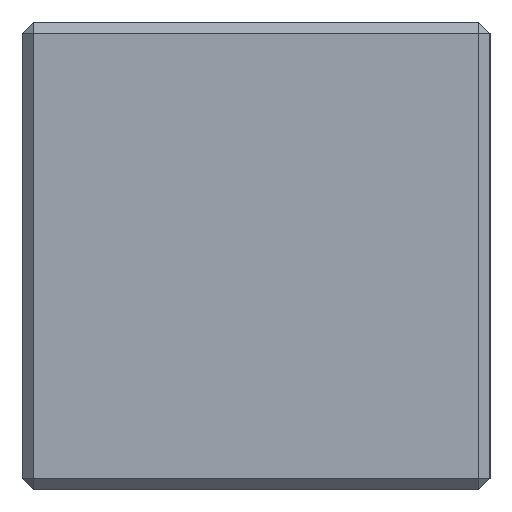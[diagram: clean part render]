
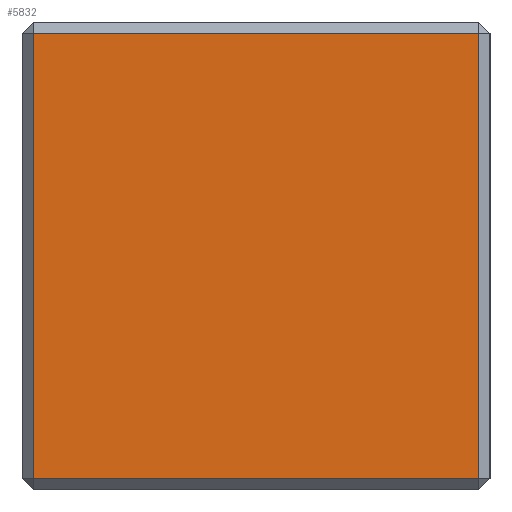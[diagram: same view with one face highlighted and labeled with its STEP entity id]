
A CAD part, left-side view. The second image highlights one B-rep face of the part: STEP entity #5832.
In plain terms, the highlighted planar face has unit normal (-1, 0, 0).
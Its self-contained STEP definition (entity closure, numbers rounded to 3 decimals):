
#1510 = VERTEX_POINT('',#1511);
#1511 = CARTESIAN_POINT('',(-37.5,-5.95,0.3));
#1517 = EDGE_CURVE('',#1518,#1510,#1520,.T.);
#1518 = VERTEX_POINT('',#1519);
#1519 = CARTESIAN_POINT('',(-37.5,5.95,0.3));
#1520 = LINE('',#1521,#1522);
#1521 = CARTESIAN_POINT('',(-37.5,6.25,0.3));
#1522 = VECTOR('',#1523,1.);
#1523 = DIRECTION('',(0.,-1.,0.));
#5832 = ADVANCED_FACE('',(#5833),#5858,.F.);
#5833 = FACE_BOUND('',#5834,.F.);
#5834 = EDGE_LOOP('',(#5835,#5845,#5851,#5852));
#5835 = ORIENTED_EDGE('',*,*,#5836,.T.);
#5836 = EDGE_CURVE('',#5837,#5839,#5841,.T.);
#5837 = VERTEX_POINT('',#5838);
#5838 = CARTESIAN_POINT('',(-37.5,5.95,12.2));
#5839 = VERTEX_POINT('',#5840);
#5840 = CARTESIAN_POINT('',(-37.5,-5.95,12.2));
#5841 = LINE('',#5842,#5843);
#5842 = CARTESIAN_POINT('',(-37.5,6.25,12.2));
#5843 = VECTOR('',#5844,1.);
#5844 = DIRECTION('',(0.,-1.,0.));
#5845 = ORIENTED_EDGE('',*,*,#5846,.F.);
#5846 = EDGE_CURVE('',#1510,#5839,#5847,.T.);
#5847 = LINE('',#5848,#5849);
#5848 = CARTESIAN_POINT('',(-37.5,-5.95,0.));
#5849 = VECTOR('',#5850,1.);
#5850 = DIRECTION('',(0.,0.,1.));
#5851 = ORIENTED_EDGE('',*,*,#1517,.F.);
#5852 = ORIENTED_EDGE('',*,*,#5853,.T.);
#5853 = EDGE_CURVE('',#1518,#5837,#5854,.T.);
#5854 = LINE('',#5855,#5856);
#5855 = CARTESIAN_POINT('',(-37.5,5.95,0.));
#5856 = VECTOR('',#5857,1.);
#5857 = DIRECTION('',(0.,0.,1.));
#5858 = PLANE('',#5859);
#5859 = AXIS2_PLACEMENT_3D('',#5860,#5861,#5862);
#5860 = CARTESIAN_POINT('',(-37.5,6.25,0.));
#5861 = DIRECTION('',(1.,0.,0.));
#5862 = DIRECTION('',(0.,-1.,0.));
